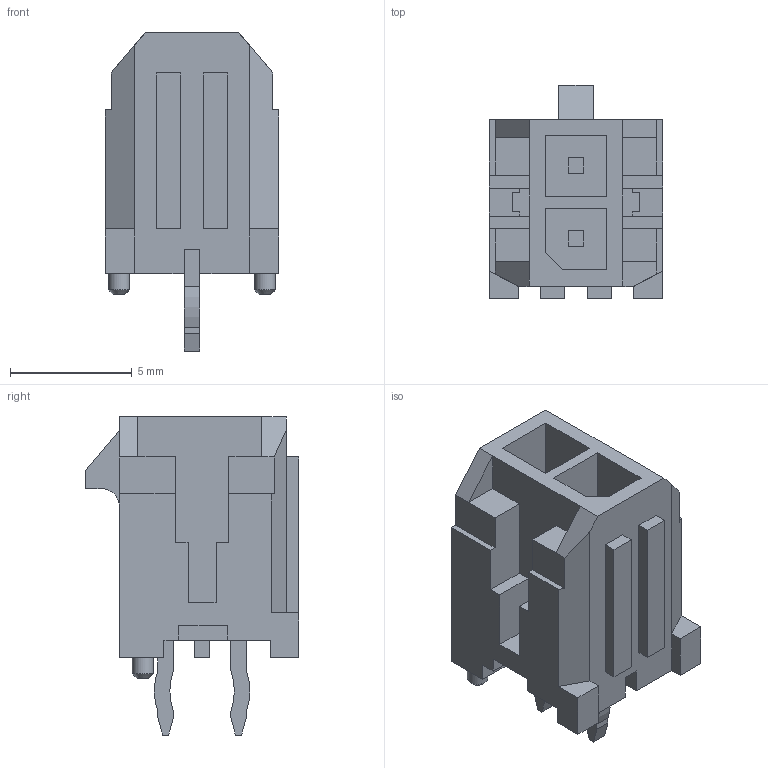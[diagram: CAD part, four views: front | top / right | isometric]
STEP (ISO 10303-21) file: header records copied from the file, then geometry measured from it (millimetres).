
FILE_DESCRIPTION( ( 'STEP AP214' ), '1' );
FILE_NAME( 'psolqas07482160622.stp', '2019-02-18T06:48:21', ( '' ), ( '' ), ' ', 'PARTsolutions', ' ' );
FILE_SCHEMA( ( 'AUTOMOTIVE_DESIGN { 1 0 10303 214 1 1 1 1 }' ) );
Length unit declared in the file: metre
Products named in the file (1): 1
Bounding box: 7.15 x 8.77 x 13.09 mm (x, y, z)
Volume: 342.3 mm3; surface area: 568.3 mm2
Topology: 1 solids, 1 shells, 174 faces, 465 edges, 302 vertices
Faces by surface type: plane 165, cylinder 7, cone 2
Full cylindrical faces by diameter (mm): 0.86 x2
Entity records: 5270 total; most frequent: CARTESIAN_POINT 934, ORIENTED_EDGE 918, DIRECTION 825, EDGE_CURVE 459, LINE 443, VECTOR 443, VERTEX_POINT 300, AXIS2_PLACEMENT_3D 191
